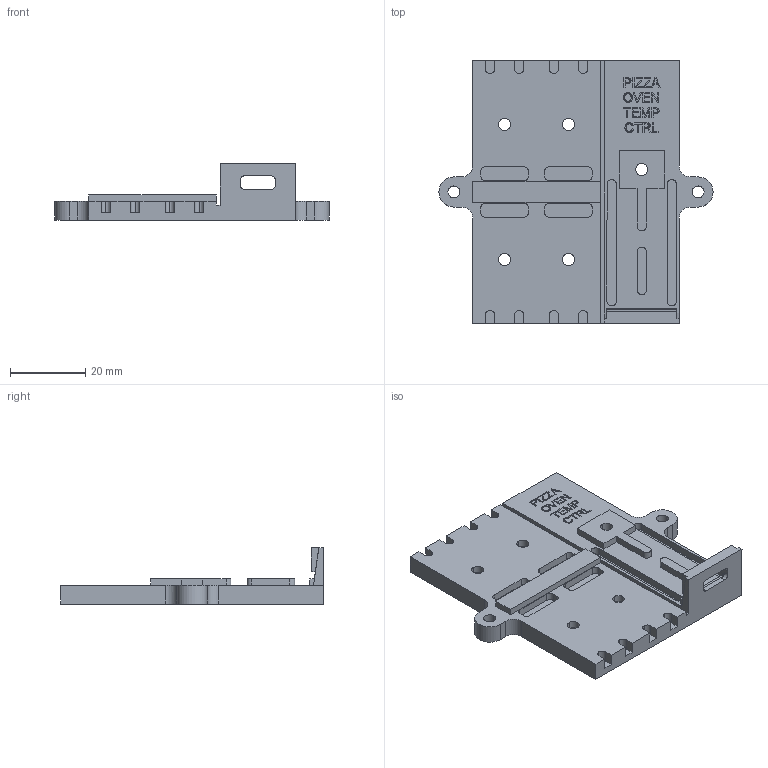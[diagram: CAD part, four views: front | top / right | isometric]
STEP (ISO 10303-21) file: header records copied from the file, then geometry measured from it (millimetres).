
FILE_DESCRIPTION(/* description */ (''),/* implementation_level */ '2;1');
FILE_NAME(/* name */ 'PiOvTeC',/* time_stamp */ '2024-09-16T18:09:45+09:00',/* author */ (''),/* organization */ (''),/* preprocessor_version */ 'ST-DEVELOPER v19.2',/* originating_system */ 'Rhino 8.10',/* authorisation */ '');
FILE_SCHEMA (('AUTOMOTIVE_DESIGN_CC2'));
Length unit declared in the file: millimetre
Products named in the file (1): Document
Bounding box: 73 x 70 x 15 mm (x, y, z)
Volume: 19500.2 mm3; surface area: 11585.3 mm2
Topology: 1 solids, 1 shells, 484 faces, 1336 edges, 888 vertices
Faces by surface type: plane 332, cylinder 132, bspline 20
Entity records: 15148 total; most frequent: CARTESIAN_POINT 5000, ORIENTED_EDGE 2672, EDGE_CURVE 1336, B_SPLINE_CURVE_WITH_KNOTS 1040, DIRECTION 956, VERTEX_POINT 888, AXIS2_PLACEMENT_3D 708, EDGE_LOOP 534
